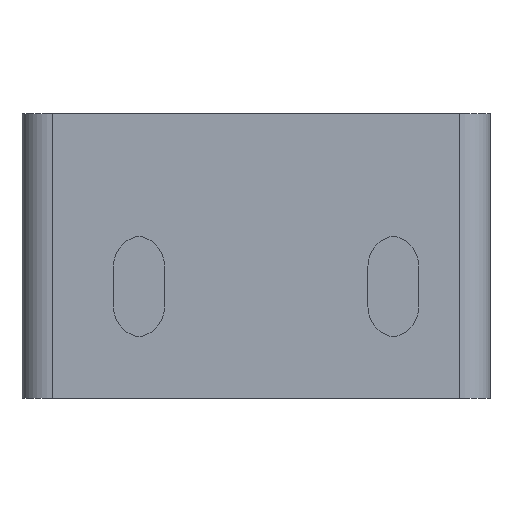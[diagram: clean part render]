
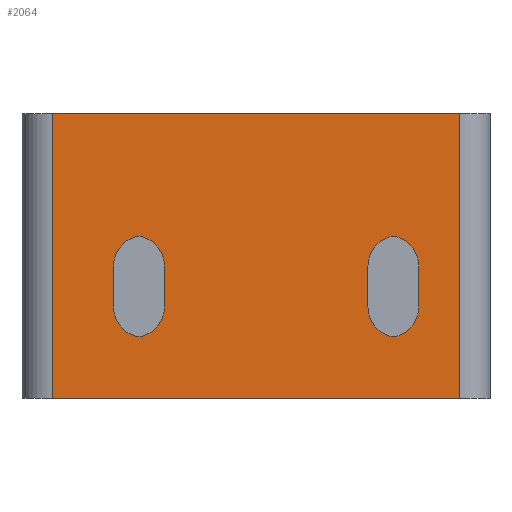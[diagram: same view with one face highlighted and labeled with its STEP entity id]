
A CAD part, left-side view. The second image highlights one B-rep face of the part: STEP entity #2064.
In plain terms, the highlighted planar face has unit normal (-1, 0, 0).
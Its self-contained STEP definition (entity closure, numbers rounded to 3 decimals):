
#39=CIRCLE('',#2174,3.);
#41=CIRCLE('',#2177,3.);
#43=CIRCLE('',#2181,3.);
#45=CIRCLE('',#2184,3.);
#47=CIRCLE('',#2189,3.);
#49=CIRCLE('',#2192,3.);
#51=CIRCLE('',#2196,3.);
#53=CIRCLE('',#2199,3.);
#113=FACE_BOUND('',#356,.T.);
#114=FACE_BOUND('',#357,.T.);
#224=FACE_OUTER_BOUND('',#355,.T.);
#355=EDGE_LOOP('',(#1826,#1827,#1828,#1829));
#356=EDGE_LOOP('',(#1830,#1831,#1832,#1833,#1834,#1835));
#357=EDGE_LOOP('',(#1836,#1837,#1838,#1839,#1840,#1841));
#499=LINE('',#3148,#730);
#505=LINE('',#3168,#736);
#509=LINE('',#3185,#740);
#515=LINE('',#3205,#746);
#590=LINE('',#3385,#821);
#591=LINE('',#3388,#822);
#592=LINE('',#3390,#823);
#593=LINE('',#3391,#824);
#730=VECTOR('',#2567,10.);
#736=VECTOR('',#2587,10.);
#740=VECTOR('',#2607,10.);
#746=VECTOR('',#2627,10.);
#821=VECTOR('',#2794,10.);
#822=VECTOR('',#2797,10.);
#823=VECTOR('',#2798,10.);
#824=VECTOR('',#2799,10.);
#933=VERTEX_POINT('',#3146);
#934=VERTEX_POINT('',#3147);
#937=VERTEX_POINT('',#3155);
#939=VERTEX_POINT('',#3161);
#941=VERTEX_POINT('',#3167);
#943=VERTEX_POINT('',#3173);
#945=VERTEX_POINT('',#3183);
#946=VERTEX_POINT('',#3184);
#949=VERTEX_POINT('',#3192);
#951=VERTEX_POINT('',#3198);
#953=VERTEX_POINT('',#3204);
#955=VERTEX_POINT('',#3210);
#1011=VERTEX_POINT('',#3381);
#1012=VERTEX_POINT('',#3383);
#1013=VERTEX_POINT('',#3387);
#1014=VERTEX_POINT('',#3389);
#1175=EDGE_CURVE('',#933,#934,#499,.T.);
#1179=EDGE_CURVE('',#934,#937,#39,.T.);
#1182=EDGE_CURVE('',#937,#939,#41,.T.);
#1185=EDGE_CURVE('',#939,#941,#505,.T.);
#1188=EDGE_CURVE('',#941,#943,#43,.T.);
#1191=EDGE_CURVE('',#943,#933,#45,.T.);
#1193=EDGE_CURVE('',#945,#946,#509,.T.);
#1197=EDGE_CURVE('',#946,#949,#47,.T.);
#1200=EDGE_CURVE('',#949,#951,#49,.T.);
#1203=EDGE_CURVE('',#951,#953,#515,.T.);
#1206=EDGE_CURVE('',#953,#955,#51,.T.);
#1209=EDGE_CURVE('',#955,#945,#53,.T.);
#1294=EDGE_CURVE('',#1011,#1012,#590,.T.);
#1295=EDGE_CURVE('',#1011,#1013,#591,.T.);
#1296=EDGE_CURVE('',#1014,#1012,#592,.T.);
#1297=EDGE_CURVE('',#1013,#1014,#593,.T.);
#1826=ORIENTED_EDGE('',*,*,#1295,.F.);
#1827=ORIENTED_EDGE('',*,*,#1294,.T.);
#1828=ORIENTED_EDGE('',*,*,#1296,.F.);
#1829=ORIENTED_EDGE('',*,*,#1297,.F.);
#1830=ORIENTED_EDGE('',*,*,#1175,.T.);
#1831=ORIENTED_EDGE('',*,*,#1179,.T.);
#1832=ORIENTED_EDGE('',*,*,#1182,.T.);
#1833=ORIENTED_EDGE('',*,*,#1185,.T.);
#1834=ORIENTED_EDGE('',*,*,#1188,.T.);
#1835=ORIENTED_EDGE('',*,*,#1191,.T.);
#1836=ORIENTED_EDGE('',*,*,#1193,.T.);
#1837=ORIENTED_EDGE('',*,*,#1197,.T.);
#1838=ORIENTED_EDGE('',*,*,#1200,.T.);
#1839=ORIENTED_EDGE('',*,*,#1203,.T.);
#1840=ORIENTED_EDGE('',*,*,#1206,.T.);
#1841=ORIENTED_EDGE('',*,*,#1209,.T.);
#1954=PLANE('',#2241);
#2064=ADVANCED_FACE('',(#224,#113,#114),#1954,.T.);
#2174=AXIS2_PLACEMENT_3D('',#3156,#2573,#2574);
#2177=AXIS2_PLACEMENT_3D('',#3162,#2580,#2581);
#2181=AXIS2_PLACEMENT_3D('',#3174,#2592,#2593);
#2184=AXIS2_PLACEMENT_3D('',#3179,#2599,#2600);
#2189=AXIS2_PLACEMENT_3D('',#3193,#2613,#2614);
#2192=AXIS2_PLACEMENT_3D('',#3199,#2620,#2621);
#2196=AXIS2_PLACEMENT_3D('',#3211,#2632,#2633);
#2199=AXIS2_PLACEMENT_3D('',#3216,#2639,#2640);
#2241=AXIS2_PLACEMENT_3D('',#3386,#2795,#2796);
#2567=DIRECTION('',(0.,0.,-1.));
#2573=DIRECTION('center_axis',(1.,0.,0.));
#2574=DIRECTION('ref_axis',(0.,0.,-1.));
#2580=DIRECTION('center_axis',(1.,0.,0.));
#2581=DIRECTION('ref_axis',(0.,1.,0.));
#2587=DIRECTION('',(0.,0.,1.));
#2592=DIRECTION('center_axis',(1.,0.,0.));
#2593=DIRECTION('ref_axis',(0.,0.,1.));
#2599=DIRECTION('center_axis',(1.,0.,0.));
#2600=DIRECTION('ref_axis',(0.,-1.,0.));
#2607=DIRECTION('',(0.,0.,-1.));
#2613=DIRECTION('center_axis',(1.,0.,0.));
#2614=DIRECTION('ref_axis',(0.,0.,-1.));
#2620=DIRECTION('center_axis',(1.,0.,0.));
#2621=DIRECTION('ref_axis',(0.,1.,0.));
#2627=DIRECTION('',(0.,0.,1.));
#2632=DIRECTION('center_axis',(1.,0.,0.));
#2633=DIRECTION('ref_axis',(0.,0.,1.));
#2639=DIRECTION('center_axis',(1.,0.,0.));
#2640=DIRECTION('ref_axis',(0.,-1.,0.));
#2794=DIRECTION('',(0.,0.,1.));
#2795=DIRECTION('center_axis',(-1.,0.,0.));
#2796=DIRECTION('ref_axis',(0.,-1.,0.));
#2797=DIRECTION('',(0.,1.,0.));
#2798=DIRECTION('',(0.,-1.,0.));
#2799=DIRECTION('',(0.,0.,1.));
#3146=CARTESIAN_POINT('',(-23.,9.,13.));
#3147=CARTESIAN_POINT('',(-23.,9.,9.));
#3148=CARTESIAN_POINT('',(-23.,9.,4.5));
#3155=CARTESIAN_POINT('',(-23.,11.5,6.042));
#3156=CARTESIAN_POINT('Origin',(-23.,12.,9.));
#3161=CARTESIAN_POINT('',(-23.,14.,9.));
#3162=CARTESIAN_POINT('Origin',(-23.,11.,9.));
#3167=CARTESIAN_POINT('',(-23.,14.,13.));
#3168=CARTESIAN_POINT('',(-23.,14.,6.5));
#3173=CARTESIAN_POINT('',(-23.,11.5,15.958));
#3174=CARTESIAN_POINT('Origin',(-23.,11.,13.));
#3179=CARTESIAN_POINT('Origin',(-23.,12.,13.));
#3183=CARTESIAN_POINT('',(-23.,-16.,13.));
#3184=CARTESIAN_POINT('',(-23.,-16.,9.));
#3185=CARTESIAN_POINT('',(-23.,-16.,4.5));
#3192=CARTESIAN_POINT('',(-23.,-13.5,6.042));
#3193=CARTESIAN_POINT('Origin',(-23.,-13.,9.));
#3198=CARTESIAN_POINT('',(-23.,-11.,9.));
#3199=CARTESIAN_POINT('Origin',(-23.,-14.,9.));
#3204=CARTESIAN_POINT('',(-23.,-11.,13.));
#3205=CARTESIAN_POINT('',(-23.,-11.,6.5));
#3210=CARTESIAN_POINT('',(-23.,-13.5,15.958));
#3211=CARTESIAN_POINT('Origin',(-23.,-14.,13.));
#3216=CARTESIAN_POINT('Origin',(-23.,-13.,13.));
#3381=CARTESIAN_POINT('',(-23.,-20.,0.));
#3383=CARTESIAN_POINT('',(-23.,-20.,28.));
#3385=CARTESIAN_POINT('',(-23.,-20.,0.));
#3386=CARTESIAN_POINT('Origin',(-23.,20.,0.));
#3387=CARTESIAN_POINT('',(-23.,20.,0.));
#3388=CARTESIAN_POINT('',(-23.,-20.,0.));
#3389=CARTESIAN_POINT('',(-23.,20.,28.));
#3390=CARTESIAN_POINT('',(-23.,-20.,28.));
#3391=CARTESIAN_POINT('',(-23.,20.,0.));
